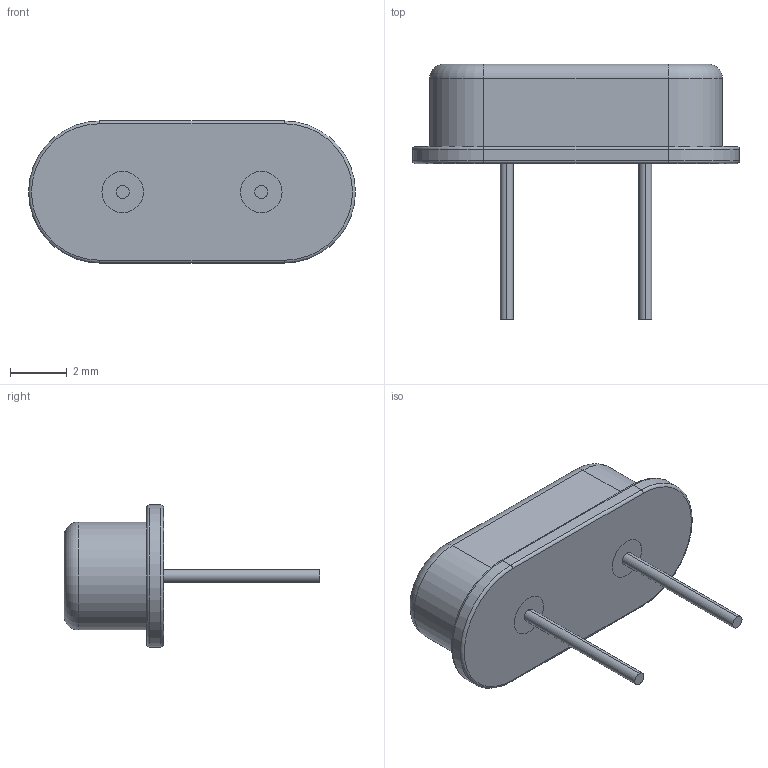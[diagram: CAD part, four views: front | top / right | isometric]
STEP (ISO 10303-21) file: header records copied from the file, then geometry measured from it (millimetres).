
FILE_DESCRIPTION (( 'STEP AP214' ), '1' );
FILE_NAME ('ABL-16.000MHZ-B2.STEP', '2021-05-24T05:42:05', ( '' ), ( '' ), 'SwSTEP 2.0', 'SolidWorks 2018', '' );
FILE_SCHEMA (( 'AUTOMOTIVE_DESIGN' ));
Length unit declared in the file: millimetre
Products named in the file (1): ABL-16.000MHZ-B2
Bounding box: 11.5 x 9 x 5 mm (x, y, z)
Volume: 136.1 mm3; surface area: 209.8 mm2
Topology: 5 solids, 5 shells, 80 faces, 177 edges, 114 vertices
Faces by surface type: plane 47, cylinder 18, bspline 9, torus 6
Entity records: 2755 total; most frequent: CARTESIAN_POINT 933, ORIENTED_EDGE 354, DIRECTION 345, EDGE_CURVE 177, LINE 117, VECTOR 117, AXIS2_PLACEMENT_3D 114, VERTEX_POINT 114
